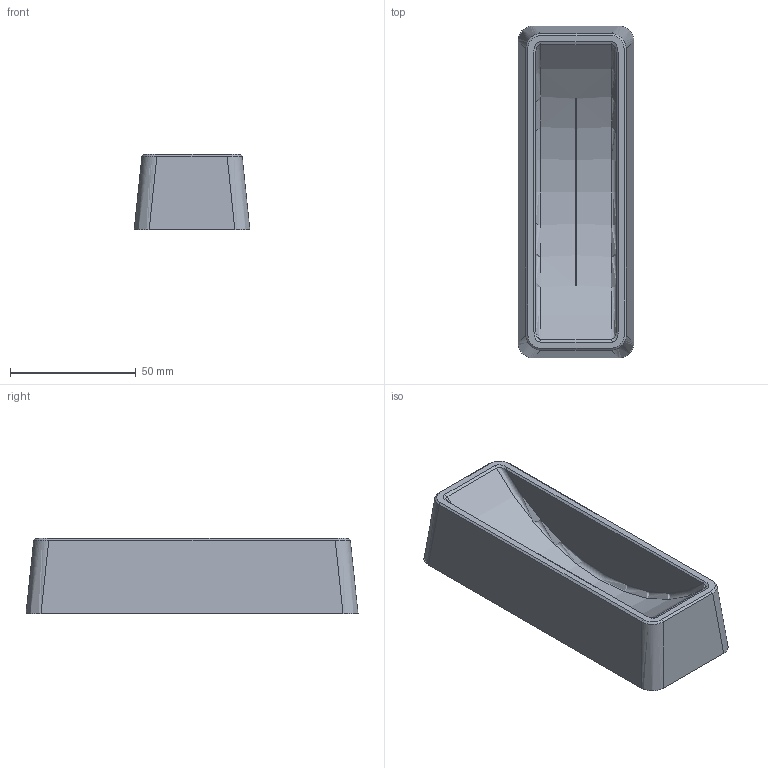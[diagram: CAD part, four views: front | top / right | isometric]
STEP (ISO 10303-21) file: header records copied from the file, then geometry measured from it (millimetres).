
FILE_DESCRIPTION(('FreeCAD Model'),'2;1');
FILE_NAME('Open CASCADE Shape Model','2025-02-28T07:33:13',(''),(''), 'Open CASCADE STEP processor 7.8','FreeCAD','Unknown');
FILE_SCHEMA(('AUTOMOTIVE_DESIGN { 1 0 10303 214 1 1 1 1 }'));
Length unit declared in the file: millimetre
Products named in the file (1): Body
Bounding box: 46 x 132 x 30 mm (x, y, z)
Volume: 96736.3 mm3; surface area: 26325.3 mm2
Topology: 1 solids, 1 shells, 35 faces, 80 edges, 48 vertices
Faces by surface type: bspline 20, plane 10, cylinder 3, torus 2
Entity records: 5236 total; most frequent: CARTESIAN_POINT 3826, DIRECTION 169, ORIENTED_EDGE 160, PCURVE 160, DEFINITIONAL_REPRESENTATION 160, LINE 117, VECTOR 117, B_SPLINE_CURVE_WITH_KNOTS 109
